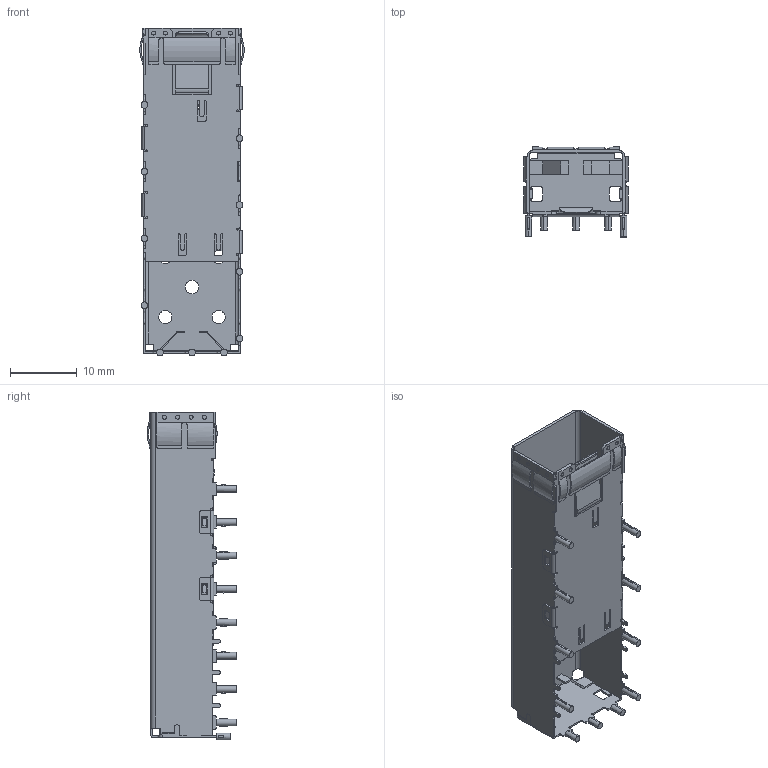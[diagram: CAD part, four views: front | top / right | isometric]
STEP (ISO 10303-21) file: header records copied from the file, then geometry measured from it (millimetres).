
FILE_DESCRIPTION (( 'STEP AP214' ), '1' );
FILE_NAME ('A117706-001.STEP', '2020-04-06T17:52:40', ( '' ), ( '' ), 'SwSTEP 2.0', 'SolidWorks 2018', '' );
FILE_SCHEMA (( 'AUTOMOTIVE_DESIGN' ));
Length unit declared in the file: millimetre
Products named in the file (1): A117706-001
Bounding box: 15.64 x 13.41 x 49.1 mm (x, y, z)
Volume: 606.9 mm3; surface area: 4836.5 mm2
Topology: 5 solids, 5 shells, 938 faces, 2768 edges, 1804 vertices
Faces by surface type: plane 498, cylinder 437, bspline 3
Entity records: 32494 total; most frequent: CARTESIAN_POINT 6686, ORIENTED_EDGE 5536, DIRECTION 5400, EDGE_CURVE 2768, AXIS2_PLACEMENT_3D 1856, VERTEX_POINT 1804, VECTOR 1688, LINE 1688
